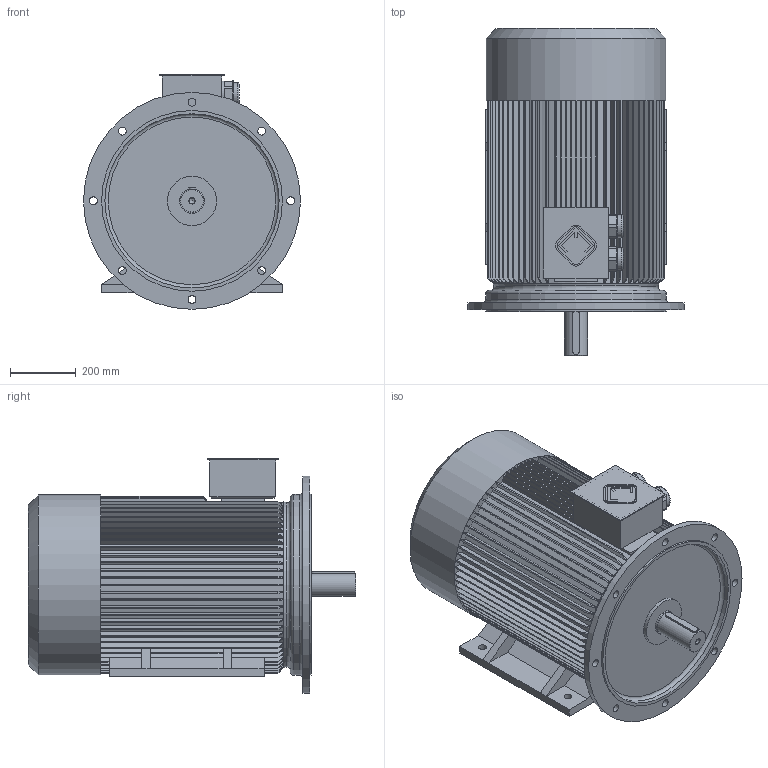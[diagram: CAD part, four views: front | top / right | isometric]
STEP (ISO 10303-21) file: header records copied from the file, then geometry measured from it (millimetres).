
FILE_DESCRIPTION(/* description */ ('Unknown'),/* implementation_level */ '2;1');
FILE_NAME(/* name */ 'A280S2_В35',/* time_stamp */ '2021-05-24T11:33:11+03:00',/* author */ ('Unknown'),/* organization */ ('Unknown'),/* preprocessor_version */ 'ST-DEVELOPER v16',/* originating_system */ 'DEX',/* authorisation */ $);
FILE_SCHEMA (('AUTOMOTIVE_DESIGN {1 0 10303 214 3 1 1}'));
Length unit declared in the file: millimetre
Products named in the file (1): A280S2_ﾂ35
Bounding box: 660 x 995 x 714 mm (x, y, z)
Volume: 189680283.7 mm3; surface area: 4224805 mm2
Topology: 1 solids, 1 shells, 603 faces, 1734 edges, 1149 vertices
Faces by surface type: plane 405, cylinder 121, cone 71, torus 6
Full cylindrical faces by diameter (mm): 17.294 x2, 24 x12, 69.612 x2, 70 x1, 75 x1, 80 x2, 150 x1, 500 x1, 530 x1, 547 x1, 550 x2, 660 x1
Entity records: 24068 total; most frequent: CARTESIAN_POINT 4019, ORIENTED_EDGE 3344, DIRECTION 3268, EDGE_CURVE 1672, VERTEX_POINT 1127, AXIS2_PLACEMENT_3D 1124, LINE 1020, VECTOR 1020
